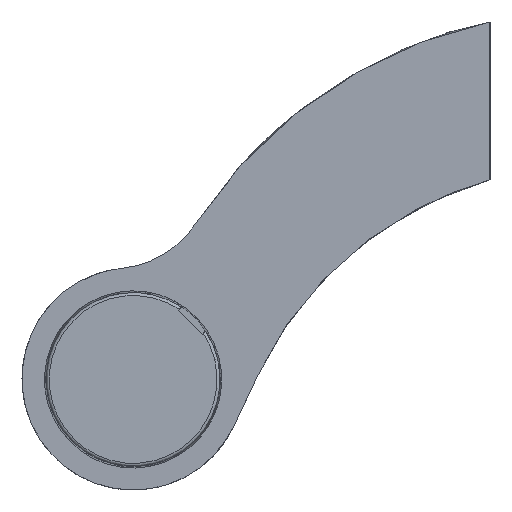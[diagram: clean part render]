
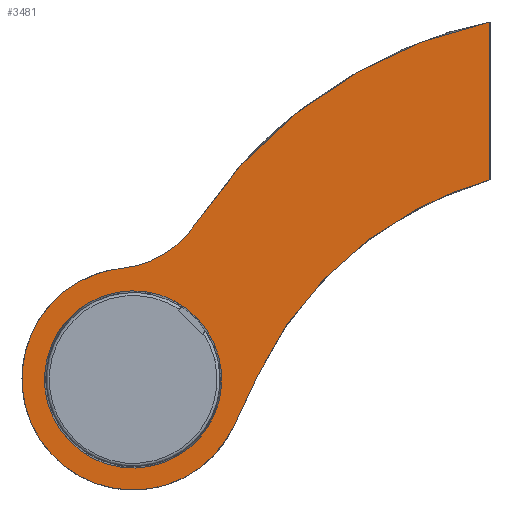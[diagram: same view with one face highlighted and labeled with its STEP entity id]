
A CAD part, left-side view. The second image highlights one B-rep face of the part: STEP entity #3481.
In plain terms, the highlighted planar face has unit normal (-0.999, -0.041, -0.037).
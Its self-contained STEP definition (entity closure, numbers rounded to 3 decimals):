
#84=PLANE('',#3754);
#416=ELLIPSE('',#3695,80.12,80.);
#421=ELLIPSE('',#3702,62.454,62.36);
#424=ELLIPSE('',#3732,15.173,15.151);
#425=ELLIPSE('',#3748,19.029,19.);
#427=ELLIPSE('',#3751,17.026,17.);
#618=ORIENTED_EDGE('',*,*,#1656,.F.);
#619=ORIENTED_EDGE('',*,*,#1593,.T.);
#620=ORIENTED_EDGE('',*,*,#1681,.F.);
#621=ORIENTED_EDGE('',*,*,#1579,.F.);
#622=ORIENTED_EDGE('',*,*,#1690,.T.);
#623=ORIENTED_EDGE('',*,*,#1687,.F.);
#624=ORIENTED_EDGE('',*,*,#1684,.F.);
#1579=EDGE_CURVE('',#2129,#2130,#416,.T.);
#1593=EDGE_CURVE('',#2144,#2143,#421,.T.);
#1656=EDGE_CURVE('',#2193,#2193,#424,.F.);
#1681=EDGE_CURVE('',#2130,#2143,#2546,.T.);
#1684=EDGE_CURVE('',#2144,#2218,#2549,.T.);
#1687=EDGE_CURVE('',#2218,#2220,#425,.T.);
#1690=EDGE_CURVE('',#2129,#2220,#427,.T.);
#2129=VERTEX_POINT('',#5114);
#2130=VERTEX_POINT('',#5116);
#2143=VERTEX_POINT('',#5158);
#2144=VERTEX_POINT('',#5160);
#2193=VERTEX_POINT('',#5483);
#2218=VERTEX_POINT('',#5538);
#2220=VERTEX_POINT('',#5544);
#2546=LINE('',#5533,#2790);
#2549=LINE('',#5537,#2793);
#2790=VECTOR('',#4220,1000.);
#2793=VECTOR('',#4225,1000.);
#3026=EDGE_LOOP('',(#618));
#3027=EDGE_LOOP('',(#619,#620,#621,#622,#623,#624));
#3228=FACE_BOUND('',#3026,.T.);
#3229=FACE_BOUND('',#3027,.T.);
#3481=ADVANCED_FACE('',(#3228,#3229),#84,.F.);
#3695=AXIS2_PLACEMENT_3D('',#5115,#4089,#4090);
#3702=AXIS2_PLACEMENT_3D('',#5159,#4109,#4110);
#3732=AXIS2_PLACEMENT_3D('',#5482,#4180,#4181);
#3748=AXIS2_PLACEMENT_3D('',#5543,#4230,#4231);
#3751=AXIS2_PLACEMENT_3D('',#5549,#4237,#4238);
#3754=AXIS2_PLACEMENT_3D('',#5552,#4243,#4244);
#4089=DIRECTION('',(0.998,0.041,0.037));
#4090=DIRECTION('',(-0.055,0.743,0.667));
#4109=DIRECTION('',(0.998,0.041,0.037));
#4110=DIRECTION('',(-0.055,0.743,0.667));
#4180=DIRECTION('',(0.998,0.041,0.037));
#4181=DIRECTION('',(-0.055,0.743,0.667));
#4220=DIRECTION('',(0.037,0.,-0.999));
#4225=DIRECTION('',(0.016,0.426,-0.905));
#4230=DIRECTION('',(0.998,0.041,0.037));
#4231=DIRECTION('',(-0.055,0.743,0.667));
#4237=DIRECTION('',(0.998,0.041,0.037));
#4238=DIRECTION('',(-0.055,0.743,0.667));
#4243=DIRECTION('',(0.998,0.041,0.037));
#4244=DIRECTION('',(-0.041,0.999,0.));
#5114=CARTESIAN_POINT('',(-18.294,50.322,-34.374));
#5115=CARTESIAN_POINT('',(-13.955,-16.64,-78.147));
#5116=CARTESIAN_POINT('',(-17.504,0.,0.103));
#5158=CARTESIAN_POINT('',(-16.514,0.,-26.898));
#5159=CARTESIAN_POINT('',(-13.63,-16.64,-86.997));
#5160=CARTESIAN_POINT('',(-16.909,39.775,-60.424));
#5482=CARTESIAN_POINT('',(-17.755,61.005,-60.995));
#5483=CARTESIAN_POINT('',(-18.586,72.278,-50.873));
#5533=CARTESIAN_POINT('',(-17.573,0.,2.));
#5537=CARTESIAN_POINT('',(-16.899,40.023,-60.95));
#5538=CARTESIAN_POINT('',(-16.759,43.811,-68.993));
#5543=CARTESIAN_POINT('',(-17.758,61.,-60.897));
#5544=CARTESIAN_POINT('',(-18.528,62.875,-41.99));
#5549=CARTESIAN_POINT('',(-19.217,64.552,-25.072));
#5552=CARTESIAN_POINT('',(-17.447,-0.712,-0.64));
